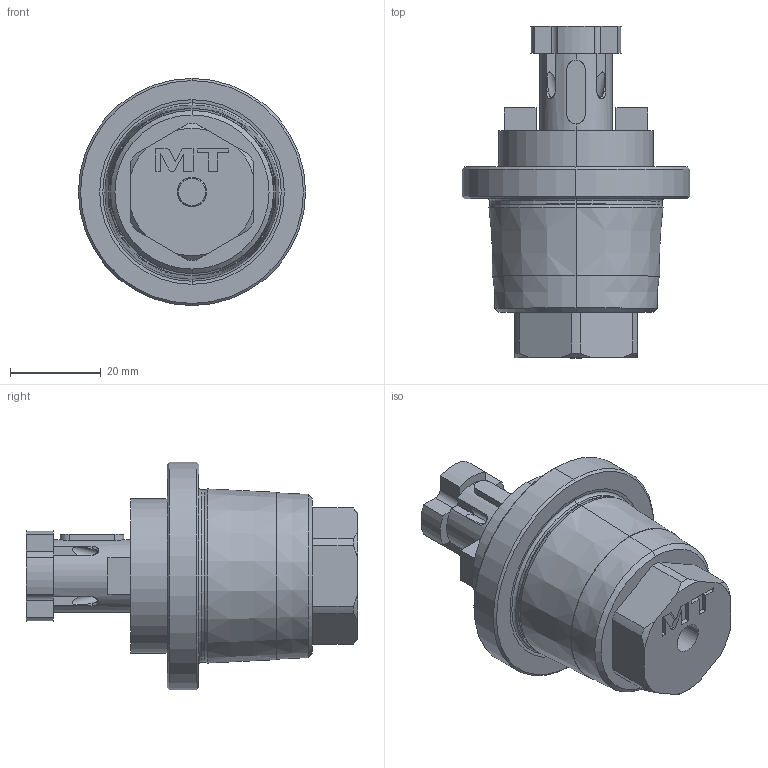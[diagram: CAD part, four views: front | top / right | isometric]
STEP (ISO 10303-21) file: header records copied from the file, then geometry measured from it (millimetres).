
FILE_DESCRIPTION((''),'2;1');
FILE_NAME('MTSK50C02_CONF','2025-01-27T17:51:25',('fpalella'),('M.T. srl'),'CREO PARAMETRIC BY PTC INC, 2023352','CREO PARAMETRIC BY PTC INC, 2023352','');
FILE_SCHEMA(('CONFIG_CONTROL_DESIGN'));
Length unit declared in the file: millimetre
Products named in the file (1): MTSK50C02_CONF
Bounding box: 50 x 73 x 50 mm (x, y, z)
Volume: 57772.7 mm3; surface area: 12621.4 mm2
Topology: 1 solids, 1 shells, 144 faces, 392 edges, 252 vertices
Faces by surface type: plane 74, cylinder 38, cone 26, torus 4, extrusion 2
Entity records: 5455 total; most frequent: CARTESIAN_POINT 1801, ORIENTED_EDGE 784, DIRECTION 718, EDGE_CURVE 392, VERTEX_POINT 252, AXIS2_PLACEMENT_3D 246, VECTOR 226, LINE 224
